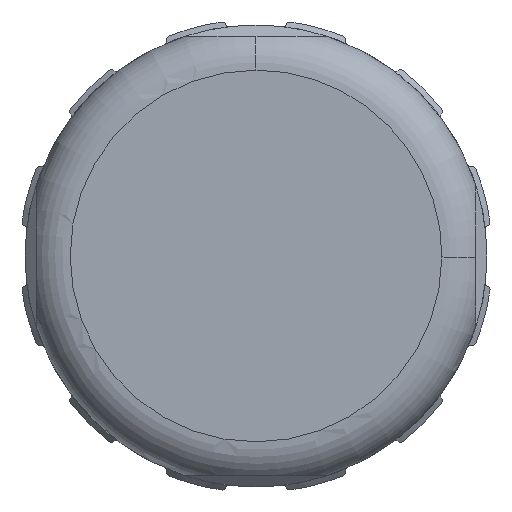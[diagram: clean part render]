
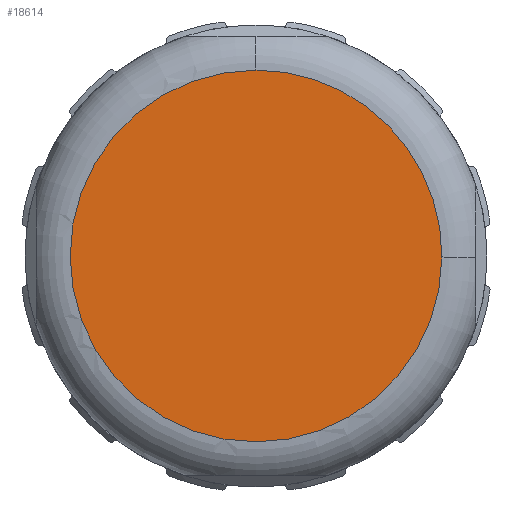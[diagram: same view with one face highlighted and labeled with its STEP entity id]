
A CAD part, front view. The second image highlights one B-rep face of the part: STEP entity #18614.
In plain terms, the highlighted planar face has unit normal (0, -1, 0).
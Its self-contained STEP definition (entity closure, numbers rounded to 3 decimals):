
#6486=CARTESIAN_POINT('',(0.,-22.35,0.));
#6487=DIRECTION('',(0.,1.,0.));
#6488=DIRECTION('',(1.,0.,-0.005));
#6489=AXIS2_PLACEMENT_3D('',#6486,#6487,#6488);
#6491=CARTESIAN_POINT('',(0.,-22.35,0.));
#6492=DIRECTION('',(0.,1.,0.));
#6493=DIRECTION('',(0.001,0.,-1.));
#6494=AXIS2_PLACEMENT_3D('',#6491,#6492,#6493);
#6496=CARTESIAN_POINT('',(-0.012,-22.35,8.25));
#6497=CARTESIAN_POINT('',(-0.008,-22.35,8.25));
#6498=CARTESIAN_POINT('',(-0.004,-22.35,8.25));
#6499=CARTESIAN_POINT('',(0.,-22.35,8.25));
#6501=CARTESIAN_POINT('',(0.,-22.35,0.));
#6502=DIRECTION('',(0.,1.,0.));
#6503=DIRECTION('',(0.,0.,1.));
#6504=AXIS2_PLACEMENT_3D('',#6501,#6502,#6503);
#10406=VERTEX_POINT('',#6496);
#10407=VERTEX_POINT('',#6499);
#10408=CARTESIAN_POINT('',(0.012,-22.35,-8.25));
#10409=VERTEX_POINT('',#10408);
#10410=CARTESIAN_POINT('',(8.25,-22.35,-0.044));
#10411=VERTEX_POINT('',#10410);
#18602=CARTESIAN_POINT('',(0.,-22.35,0.));
#18603=DIRECTION('',(0.,-1.,0.));
#18604=DIRECTION('',(-1.,0.,0.));
#18605=AXIS2_PLACEMENT_3D('',#18602,#18603,#18604);
#18606=PLANE('',#18605);
#18607=ORIENTED_EDGE('',*,*,#18577,.T.);
#18608=ORIENTED_EDGE('',*,*,#18575,.T.);
#18609=ORIENTED_EDGE('',*,*,#18573,.T.);
#18611=ORIENTED_EDGE('',*,*,#18610,.T.);
#18612=EDGE_LOOP('',(#18607,#18608,#18609,#18611));
#18613=FACE_OUTER_BOUND('',#18612,.F.);
#18614=ADVANCED_FACE('',(#18613),#18606,.T.);
#6490=CIRCLE('',#6489,8.25);
#6495=CIRCLE('',#6494,8.25);
#6500=B_SPLINE_CURVE_WITH_KNOTS('',3,(#6496,#6497,#6498,#6499),.UNSPECIFIED.,
.F.,.F.,(4,4),(0.,1.),.UNSPECIFIED.);
#6505=CIRCLE('',#6504,8.25);
#18573=EDGE_CURVE('',#10406,#10407,#6500,.T.);
#18575=EDGE_CURVE('',#10409,#10406,#6495,.T.);
#18577=EDGE_CURVE('',#10411,#10409,#6490,.T.);
#18610=EDGE_CURVE('',#10407,#10411,#6505,.T.);
